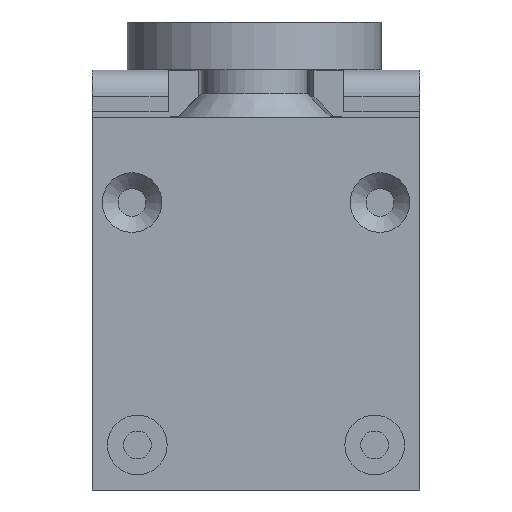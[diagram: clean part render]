
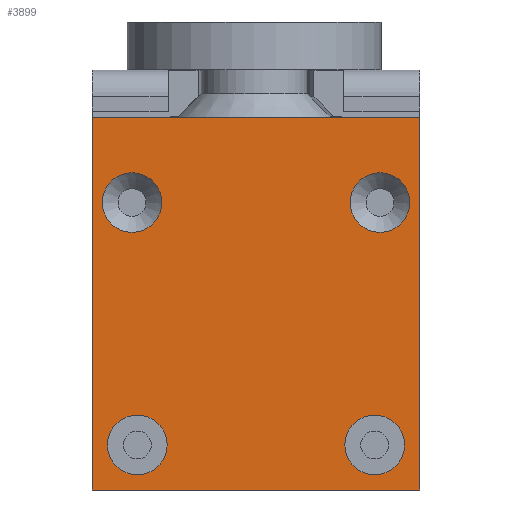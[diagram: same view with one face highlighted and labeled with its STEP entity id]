
A CAD part, left-side view. The second image highlights one B-rep face of the part: STEP entity #3899.
In plain terms, the highlighted face is planar.
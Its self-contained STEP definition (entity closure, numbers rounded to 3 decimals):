
#86=FACE_BOUND('',#675,.T.);
#87=FACE_BOUND('',#676,.T.);
#88=FACE_BOUND('',#677,.T.);
#89=FACE_BOUND('',#678,.T.);
#228=PLANE('',#4299);
#431=FACE_OUTER_BOUND('',#674,.T.);
#674=EDGE_LOOP('',(#3346,#3347,#3348,#3349));
#675=EDGE_LOOP('',(#3350));
#676=EDGE_LOOP('',(#3351));
#677=EDGE_LOOP('',(#3352));
#678=EDGE_LOOP('',(#3353));
#1031=LINE('',#6471,#1405);
#1033=LINE('',#6475,#1407);
#1038=LINE('',#6485,#1412);
#1039=LINE('',#6486,#1413);
#1405=VECTOR('',#5268,10.);
#1407=VECTOR('',#5272,10.);
#1412=VECTOR('',#5279,1.);
#1413=VECTOR('',#5280,10.);
#1603=CIRCLE('',#4287,2.25);
#1604=CIRCLE('',#4289,2.25);
#1609=CIRCLE('',#4300,2.25);
#1610=CIRCLE('',#4301,2.25);
#1890=VERTEX_POINT('',#6436);
#1891=VERTEX_POINT('',#6440);
#1902=VERTEX_POINT('',#6468);
#1903=VERTEX_POINT('',#6470);
#1904=VERTEX_POINT('',#6474);
#1908=VERTEX_POINT('',#6484);
#1909=VERTEX_POINT('',#6487);
#1910=VERTEX_POINT('',#6489);
#2385=EDGE_CURVE('',#1890,#1890,#1603,.T.);
#2387=EDGE_CURVE('',#1891,#1891,#1604,.T.);
#2400=EDGE_CURVE('',#1903,#1902,#1031,.T.);
#2402=EDGE_CURVE('',#1903,#1904,#1033,.T.);
#2407=EDGE_CURVE('',#1908,#1902,#1038,.T.);
#2408=EDGE_CURVE('',#1904,#1908,#1039,.T.);
#2409=EDGE_CURVE('',#1909,#1909,#1609,.T.);
#2410=EDGE_CURVE('',#1910,#1910,#1610,.T.);
#3346=ORIENTED_EDGE('',*,*,#2400,.T.);
#3347=ORIENTED_EDGE('',*,*,#2407,.F.);
#3348=ORIENTED_EDGE('',*,*,#2408,.F.);
#3349=ORIENTED_EDGE('',*,*,#2402,.F.);
#3350=ORIENTED_EDGE('',*,*,#2385,.T.);
#3351=ORIENTED_EDGE('',*,*,#2387,.T.);
#3352=ORIENTED_EDGE('',*,*,#2409,.T.);
#3353=ORIENTED_EDGE('',*,*,#2410,.T.);
#3899=ADVANCED_FACE('',(#431,#86,#87,#88,#89),#228,.F.);
#4287=AXIS2_PLACEMENT_3D('',#6438,#5237,#5238);
#4289=AXIS2_PLACEMENT_3D('',#6442,#5242,#5243);
#4299=AXIS2_PLACEMENT_3D('',#6483,#5277,#5278);
#4300=AXIS2_PLACEMENT_3D('',#6488,#5281,#5282);
#4301=AXIS2_PLACEMENT_3D('',#6490,#5283,#5284);
#5237=DIRECTION('center_axis',(0.,-1.,0.));
#5238=DIRECTION('ref_axis',(1.,0.,0.));
#5242=DIRECTION('center_axis',(0.,-1.,0.));
#5243=DIRECTION('ref_axis',(1.,0.,0.));
#5268=DIRECTION('',(-1.,0.,0.));
#5272=DIRECTION('',(0.,0.,1.));
#5277=DIRECTION('center_axis',(0.,-1.,0.));
#5278=DIRECTION('ref_axis',(-1.,0.,0.));
#5279=DIRECTION('',(0.,0.,-1.));
#5280=DIRECTION('',(-1.,0.,0.));
#5281=DIRECTION('center_axis',(0.,-1.,0.));
#5282=DIRECTION('ref_axis',(-1.,0.,0.));
#5283=DIRECTION('center_axis',(0.,-1.,0.));
#5284=DIRECTION('ref_axis',(-1.,0.,0.));
#6436=CARTESIAN_POINT('',(-11.21,0.,-13.3));
#6438=CARTESIAN_POINT('Origin',(-8.96,0.,-13.3));
#6440=CARTESIAN_POINT('',(6.71,0.,-13.3));
#6442=CARTESIAN_POINT('Origin',(8.96,0.,-13.3));
#6468=CARTESIAN_POINT('',(-12.36,0.,-16.7));
#6470=CARTESIAN_POINT('',(12.36,0.,-16.7));
#6471=CARTESIAN_POINT('',(6.18,0.,-16.7));
#6474=CARTESIAN_POINT('',(12.36,0.,11.4));
#6475=CARTESIAN_POINT('',(12.36,0.,11.4));
#6483=CARTESIAN_POINT('Origin',(12.36,0.,15.));
#6484=CARTESIAN_POINT('',(-12.36,0.,11.4));
#6485=CARTESIAN_POINT('',(-12.36,0.,15.));
#6486=CARTESIAN_POINT('',(6.18,0.,11.4));
#6487=CARTESIAN_POINT('',(-7.11,0.,5.));
#6488=CARTESIAN_POINT('Origin',(-9.36,0.,5.));
#6489=CARTESIAN_POINT('',(11.61,0.,5.));
#6490=CARTESIAN_POINT('Origin',(9.36,0.,5.));
